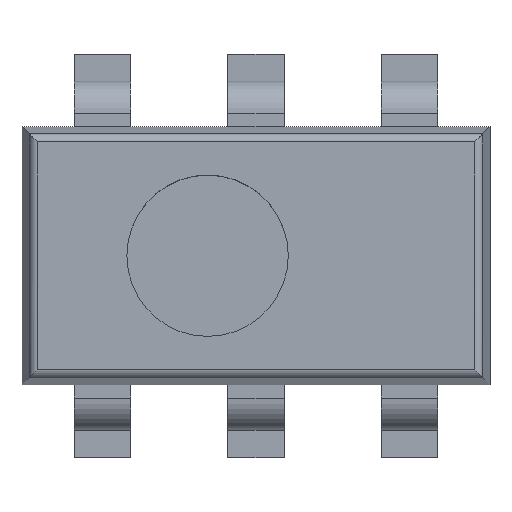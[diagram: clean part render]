
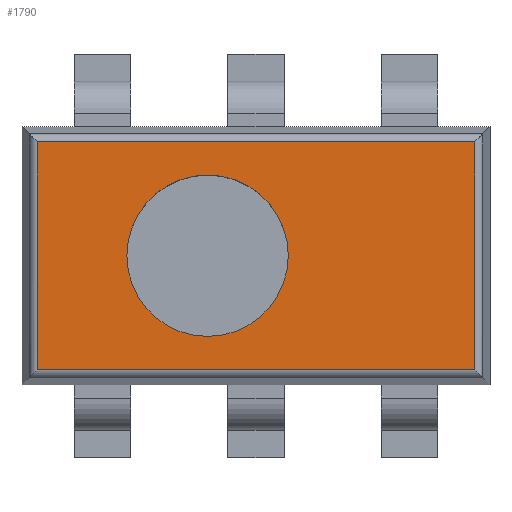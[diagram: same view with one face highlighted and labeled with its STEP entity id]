
A CAD part, top view. The second image highlights one B-rep face of the part: STEP entity #1790.
In plain terms, the highlighted planar face has unit normal (0, 0, 1).
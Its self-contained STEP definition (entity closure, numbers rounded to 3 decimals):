
#35=FACE_BOUND('',#230,.T.);
#45=PLANE('',#1920);
#121=FACE_OUTER_BOUND('',#229,.T.);
#229=EDGE_LOOP('',(#1258,#1259,#1260,#1261));
#230=EDGE_LOOP('',(#1262));
#349=LINE('',#2664,#554);
#350=LINE('',#2666,#555);
#351=LINE('',#2668,#556);
#352=LINE('',#2669,#557);
#554=VECTOR('',#2123,1000.);
#555=VECTOR('',#2124,1000.);
#556=VECTOR('',#2125,1000.);
#557=VECTOR('',#2126,1000.);
#738=CIRCLE('',#1909,0.5);
#788=VERTEX_POINT('',#2615);
#802=VERTEX_POINT('',#2662);
#803=VERTEX_POINT('',#2663);
#804=VERTEX_POINT('',#2665);
#805=VERTEX_POINT('',#2667);
#958=EDGE_CURVE('',#788,#788,#738,.T.);
#981=EDGE_CURVE('',#802,#803,#349,.T.);
#982=EDGE_CURVE('',#803,#804,#350,.T.);
#983=EDGE_CURVE('',#804,#805,#351,.T.);
#984=EDGE_CURVE('',#805,#802,#352,.T.);
#1258=ORIENTED_EDGE('',*,*,#981,.T.);
#1259=ORIENTED_EDGE('',*,*,#982,.T.);
#1260=ORIENTED_EDGE('',*,*,#983,.T.);
#1261=ORIENTED_EDGE('',*,*,#984,.T.);
#1262=ORIENTED_EDGE('',*,*,#958,.T.);
#1790=ADVANCED_FACE('',(#121,#35),#45,.T.);
#1909=AXIS2_PLACEMENT_3D('',#2616,#2078,#2079);
#1920=AXIS2_PLACEMENT_3D('',#2661,#2121,#2122);
#2078=DIRECTION('center_axis',(0.,0.,-1.));
#2079=DIRECTION('ref_axis',(-1.,0.,0.));
#2121=DIRECTION('center_axis',(0.,0.,1.));
#2122=DIRECTION('ref_axis',(0.,-1.,0.));
#2123=DIRECTION('',(1.,0.,0.));
#2124=DIRECTION('',(0.,1.,0.));
#2125=DIRECTION('',(-1.,0.,0.));
#2126=DIRECTION('',(0.,-1.,0.));
#2615=CARTESIAN_POINT('',(0.2,0.,0.45));
#2616=CARTESIAN_POINT('Origin',(-0.3,0.,0.45));
#2661=CARTESIAN_POINT('Origin',(0.,0.,0.45));
#2662=CARTESIAN_POINT('',(-1.355,-0.705,0.45));
#2663=CARTESIAN_POINT('',(1.355,-0.705,0.45));
#2664=CARTESIAN_POINT('',(1.397,-0.705,0.45));
#2665=CARTESIAN_POINT('',(1.355,0.705,0.45));
#2666=CARTESIAN_POINT('',(1.355,0.747,0.45));
#2667=CARTESIAN_POINT('',(-1.355,0.705,0.45));
#2668=CARTESIAN_POINT('',(-1.397,0.705,0.45));
#2669=CARTESIAN_POINT('',(-1.355,-0.747,0.45));
